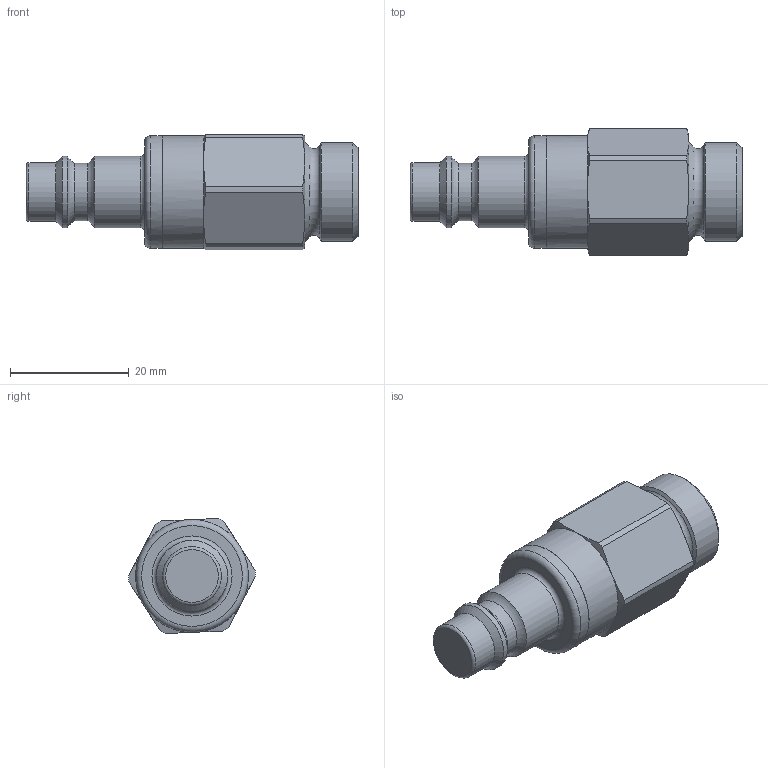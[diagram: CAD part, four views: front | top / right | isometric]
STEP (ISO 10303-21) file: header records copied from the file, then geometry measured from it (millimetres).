
FILE_DESCRIPTION((''),'2;1');
FILE_NAME('25sbaw17rvx.stp','2013-04-15T10:18:37',('IA176480'),(''),'Autodesk Inventor 2011','Autodesk Inventor 2011','');
FILE_SCHEMA(('AUTOMOTIVE_DESIGN { 1 0 10303 214 1 1 1 1 }'));
Length unit declared in the file: millimetre
Products named in the file (1): D106323
Bounding box: 56 x 21.4 x 19.42 mm (x, y, z)
Volume: 11809.3 mm3; surface area: 3941.5 mm2
Topology: 1 solids, 3 shells, 52 faces, 112 edges, 68 vertices
Faces by surface type: cylinder 17, plane 14, cone 13, torus 8
Full cylindrical faces by diameter (mm): 9.75 x1, 9.9 x1, 12 x2, 15.297 x2, 16 x2, 16.662 x1, 18.95 x1, 19 x1
Entity records: 1291 total; most frequent: CARTESIAN_POINT 231, DIRECTION 218, ORIENTED_EDGE 160, AXIS2_PLACEMENT_3D 103, EDGE_LOOP 84, EDGE_CURVE 80, VERTEX_POINT 62, FACE_OUTER_BOUND 52
